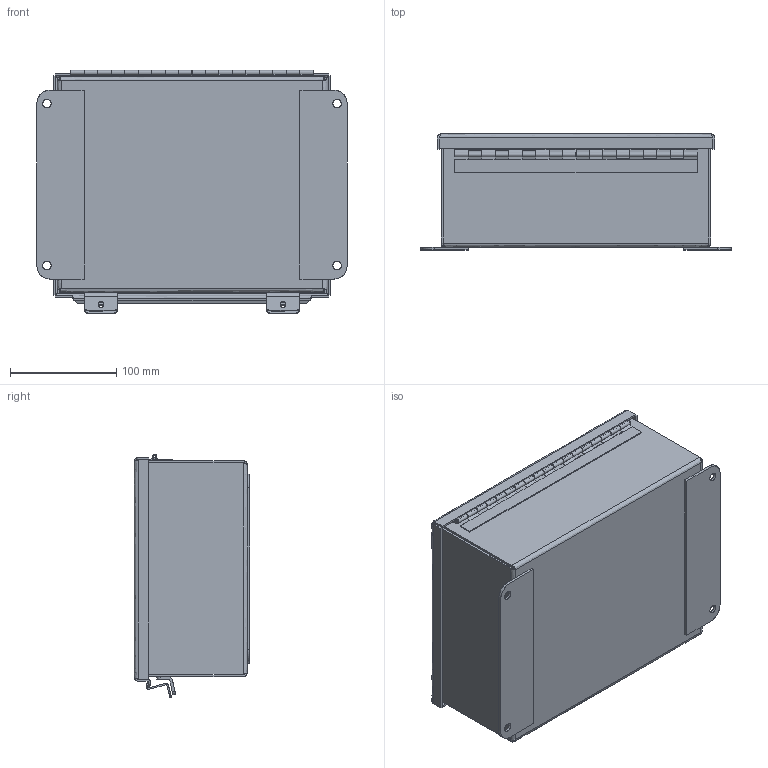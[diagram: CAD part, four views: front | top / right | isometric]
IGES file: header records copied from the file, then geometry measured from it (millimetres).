
Start section: SolidWorks IGES file using analytic representation for surfaces
Global section: file name: PDA2703.IGS; native system: SolidWorks 2016; preprocessor: SolidWorks 2016; author: sbavar; date: 160819.102922; units: millimetre
Bounding box: 292.1 x 109.07 x 229.05 mm (x, y, z)
Surface area: 470625.6 mm2 (no closed solid volume)
Topology: 0 solids, 0 shells, 431 faces, 6258 edges, 6258 vertices
Faces by surface type: bspline 261, revolution 170
